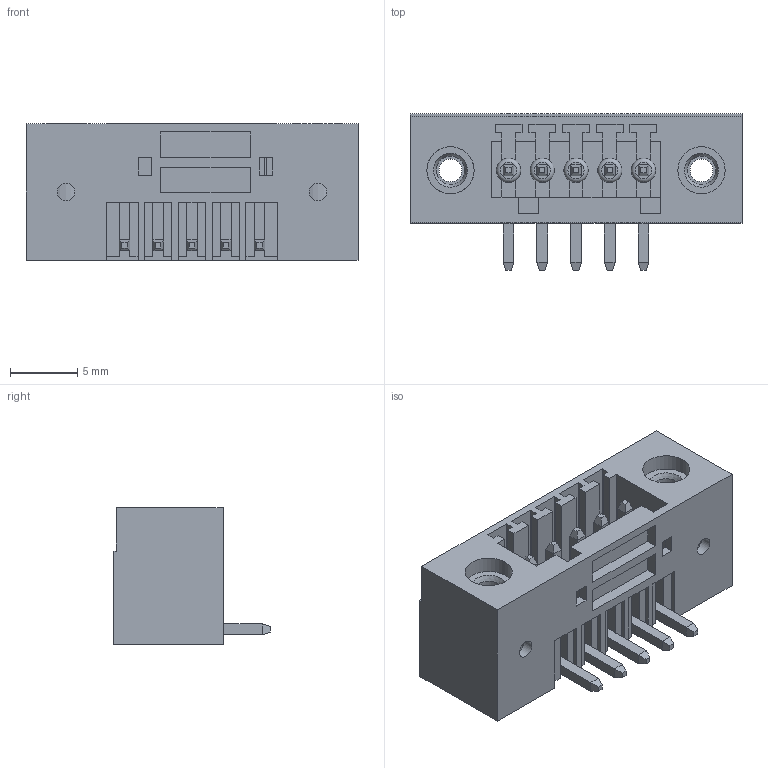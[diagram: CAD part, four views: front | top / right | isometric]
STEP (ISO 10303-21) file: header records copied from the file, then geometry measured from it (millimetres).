
FILE_DESCRIPTION( ( 'Unknown' ), '1' );
FILE_NAME( '691382040005.stp', 'Unknown', ( 'Unknown' ), ( 'Unknown' ), 'PSStep 17.0.49', 'Unknown', ' ' );
FILE_SCHEMA( ( 'AUTOMOTIVE_DESIGN { 1 0 10303 214 1 1 1 1 }' ) );
Length unit declared in the file: millimetre
Products named in the file (4): Assem1; 6913820400xx_PIN; 691382040005; 6913820400xx_Thread
Assembly tree (8 placements, depth 2):
  Assem1
    6913820400xx_PIN  x5
    691382040005
    6913820400xx_Thread  x2
Bounding box: 24.6 x 11.6 x 10.1 mm (x, y, z)
Volume: 1200.7 mm3; surface area: 2952.8 mm2
Topology: 8 solids, 8 shells, 425 faces, 1130 edges, 731 vertices
Faces by surface type: plane 389, cylinder 29, torus 5, cone 2
Full cylindrical faces by diameter (mm): 1.3 x2, 1.7 x2, 1.8 x5, 2.113 x2, 3.5 x4
Entity records: 13657 total; most frequent: CARTESIAN_POINT 1916, ORIENTED_EDGE 1872, DIRECTION 1709, EDGE_CURVE 936, LINE 877, VECTOR 877, VERTEX_POINT 623, AXIS2_PLACEMENT_3D 416
